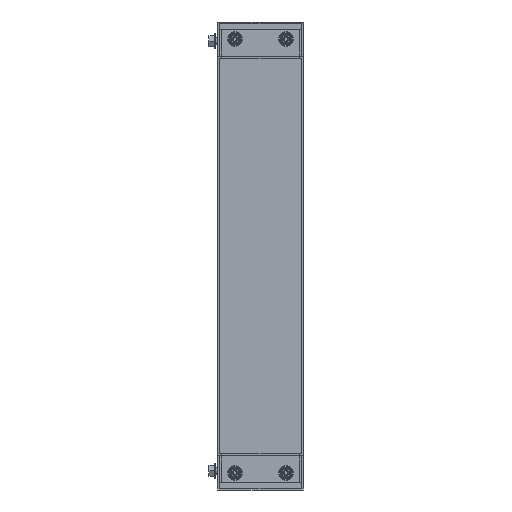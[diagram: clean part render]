
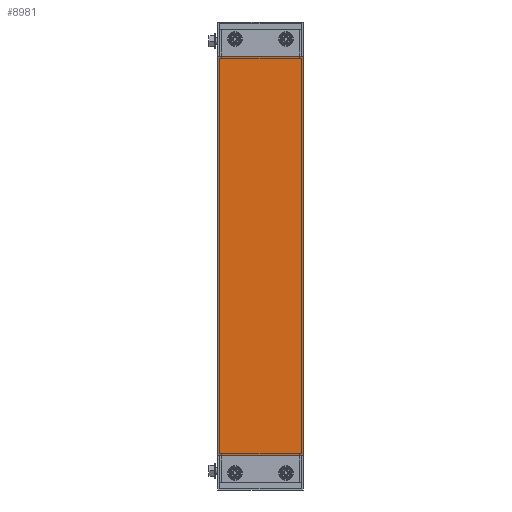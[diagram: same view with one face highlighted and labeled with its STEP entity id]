
A CAD part, left-side view. The second image highlights one B-rep face of the part: STEP entity #8981.
In plain terms, the highlighted planar face has unit normal (-1, 0, 0).
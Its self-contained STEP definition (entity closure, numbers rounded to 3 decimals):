
#324 = PLANE ( 'NONE',  #9740 ) ;
#546 = EDGE_CURVE ( 'NONE', #7394, #5035, #8724, .T. ) ;
#1191 = DIRECTION ( 'NONE',  ( -1., 0., 0. ) ) ;
#1241 = CARTESIAN_POINT ( 'NONE',  ( 0., 0., 65.4 ) ) ;
#1298 = ORIENTED_EDGE ( 'NONE', *, *, #546, .T. ) ;
#1832 = CARTESIAN_POINT ( 'NONE',  ( 0., 0., 65.4 ) ) ;
#1943 = CARTESIAN_POINT ( 'NONE',  ( 0., 0., 534.6 ) ) ;
#2037 = DIRECTION ( 'NONE',  ( 0., 1., 0. ) ) ;
#2565 = LINE ( 'NONE', #9477, #4203 ) ;
#2586 = CARTESIAN_POINT ( 'NONE',  ( 0., 0., 534.6 ) ) ;
#2602 = ORIENTED_EDGE ( 'NONE', *, *, #3260, .T. ) ;
#2686 = LINE ( 'NONE', #1943, #5196 ) ;
#2723 = VERTEX_POINT ( 'NONE', #8816 ) ;
#2797 = DIRECTION ( 'NONE',  ( 0., 0., -1. ) ) ;
#3088 = VECTOR ( 'NONE', #4889, 1000. ) ;
#3260 = EDGE_CURVE ( 'NONE', #5035, #2723, #2565, .T. ) ;
#3289 = FACE_OUTER_BOUND ( 'NONE', #9008, .T. ) ;
#3307 = ORIENTED_EDGE ( 'NONE', *, *, #6657, .T. ) ;
#3430 = ORIENTED_EDGE ( 'NONE', *, *, #8028, .T. ) ;
#4203 = VECTOR ( 'NONE', #8121, 1000. ) ;
#4805 = DIRECTION ( 'NONE',  ( 0., 0., 1. ) ) ;
#4889 = DIRECTION ( 'NONE',  ( 0., -1., 0. ) ) ;
#5035 = VERTEX_POINT ( 'NONE', #8489 ) ;
#5102 = LINE ( 'NONE', #1241, #9690 ) ;
#5196 = VECTOR ( 'NONE', #2037, 1000. ) ;
#6625 = CARTESIAN_POINT ( 'NONE',  ( 0., 0., 65.4 ) ) ;
#6657 = EDGE_CURVE ( 'NONE', #8970, #7394, #5102, .T. ) ;
#7394 = VERTEX_POINT ( 'NONE', #6625 ) ;
#8028 = EDGE_CURVE ( 'NONE', #2723, #8970, #2686, .T. ) ;
#8031 = CARTESIAN_POINT ( 'NONE',  ( 0., 0., 0. ) ) ;
#8121 = DIRECTION ( 'NONE',  ( 0., 0., 1. ) ) ;
#8489 = CARTESIAN_POINT ( 'NONE',  ( 0., -100., 65.4 ) ) ;
#8724 = LINE ( 'NONE', #1832, #3088 ) ;
#8816 = CARTESIAN_POINT ( 'NONE',  ( 0., -100., 534.6 ) ) ;
#8970 = VERTEX_POINT ( 'NONE', #2586 ) ;
#8981 = ADVANCED_FACE ( 'NONE', ( #3289 ), #324, .T. ) ;
#9008 = EDGE_LOOP ( 'NONE', ( #1298, #2602, #3430, #3307 ) ) ;
#9477 = CARTESIAN_POINT ( 'NONE',  ( 0., -100., 65.4 ) ) ;
#9690 = VECTOR ( 'NONE', #2797, 1000. ) ;
#9740 = AXIS2_PLACEMENT_3D ( 'NONE', #8031, #1191, #4805 ) ;
